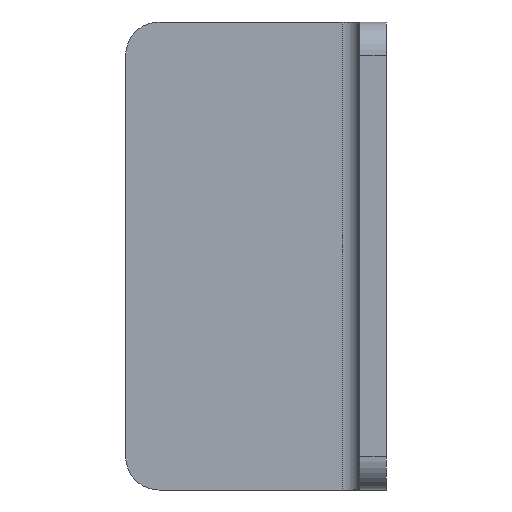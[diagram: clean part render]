
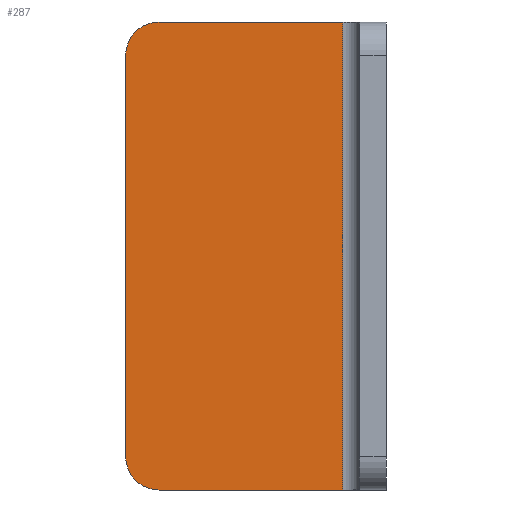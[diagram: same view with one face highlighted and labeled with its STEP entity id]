
A CAD part, front view. The second image highlights one B-rep face of the part: STEP entity #287.
In plain terms, the highlighted planar face has unit normal (0, -1, 0).
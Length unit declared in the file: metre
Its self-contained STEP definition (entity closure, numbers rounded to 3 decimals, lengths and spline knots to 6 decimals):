
#30=LINE('',#474,#54);
#31=LINE('',#479,#55);
#32=LINE('',#481,#56);
#33=LINE('',#483,#57);
#54=VECTOR('',#381,1.);
#55=VECTOR('',#384,1.);
#56=VECTOR('',#385,1.);
#57=VECTOR('',#386,1.);
#88=ORIENTED_EDGE('',*,*,#166,.T.);
#89=ORIENTED_EDGE('',*,*,#167,.T.);
#90=ORIENTED_EDGE('',*,*,#168,.F.);
#91=ORIENTED_EDGE('',*,*,#169,.T.);
#92=ORIENTED_EDGE('',*,*,#170,.T.);
#93=ORIENTED_EDGE('',*,*,#171,.T.);
#166=EDGE_CURVE('',#204,#205,#30,.T.);
#167=EDGE_CURVE('',#205,#206,#224,.T.);
#168=EDGE_CURVE('',#207,#206,#31,.T.);
#169=EDGE_CURVE('',#207,#208,#32,.F.);
#170=EDGE_CURVE('',#208,#209,#33,.T.);
#171=EDGE_CURVE('',#209,#204,#225,.T.);
#204=VERTEX_POINT('',#475);
#205=VERTEX_POINT('',#476);
#206=VERTEX_POINT('',#478);
#207=VERTEX_POINT('',#480);
#208=VERTEX_POINT('',#482);
#209=VERTEX_POINT('',#484);
#224=CIRCLE('',#325,0.002);
#225=CIRCLE('',#326,0.002);
#239=EDGE_LOOP('',(#88,#89,#90,#91,#92,#93));
#261=FACE_BOUND('',#239,.T.);
#279=PLANE('',#324);
#287=ADVANCED_FACE('',(#261),#279,.T.);
#324=AXIS2_PLACEMENT_3D('',#473,#379,#380);
#325=AXIS2_PLACEMENT_3D('',#477,#382,#383);
#326=AXIS2_PLACEMENT_3D('',#485,#387,#388);
#379=DIRECTION('',(0.,-1.,0.));
#380=DIRECTION('',(1.,0.,0.));
#381=DIRECTION('',(0.,0.,-1.));
#382=DIRECTION('',(0.,-1.,0.));
#383=DIRECTION('',(1.,0.,0.));
#384=DIRECTION('',(-1.,0.,0.));
#385=DIRECTION('',(0.,0.,-1.));
#386=DIRECTION('',(-1.,0.,0.));
#387=DIRECTION('',(0.,-1.,0.));
#388=DIRECTION('',(1.,0.,0.));
#473=CARTESIAN_POINT('',(0.054,-0.0054,0.0374));
#474=CARTESIAN_POINT('',(0.047,-0.0054,0.0374));
#475=CARTESIAN_POINT('',(0.047,-0.0054,0.0354));
#476=CARTESIAN_POINT('',(0.047,-0.0054,0.0114));
#477=CARTESIAN_POINT('',(0.049,-0.0054,0.0114));
#478=CARTESIAN_POINT('',(0.049,-0.0054,0.0094));
#479=CARTESIAN_POINT('',(0.054,-0.0054,0.0094));
#480=CARTESIAN_POINT('',(0.06,-0.0054,0.0094));
#481=CARTESIAN_POINT('',(0.06,-0.0054,0.0374));
#482=CARTESIAN_POINT('',(0.06,-0.0054,0.0374));
#483=CARTESIAN_POINT('',(0.054,-0.0054,0.0374));
#484=CARTESIAN_POINT('',(0.049,-0.0054,0.0374));
#485=CARTESIAN_POINT('',(0.049,-0.0054,0.0354));
